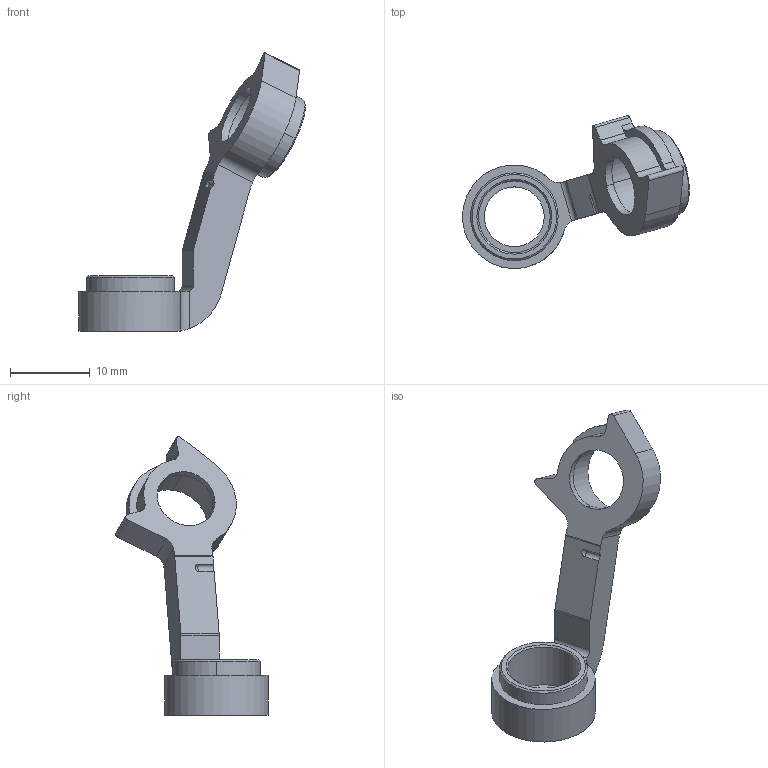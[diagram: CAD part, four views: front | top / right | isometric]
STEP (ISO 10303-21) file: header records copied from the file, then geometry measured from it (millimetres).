
FILE_DESCRIPTION((''),'2;1');
FILE_NAME('IC_021_P_187','2025-03-20T09:25:44',('lprotopapa'),(''),'CREO PARAMETRIC BY PTC INC, 2024094','CREO PARAMETRIC BY PTC INC, 2024094','');
FILE_SCHEMA(('CONFIG_CONTROL_DESIGN'));
Length unit declared in the file: millimetre
Products named in the file (1): IC_021_P_187
Bounding box: 28.44 x 19.15 x 34.96 mm (x, y, z)
Volume: 1328.8 mm3; surface area: 1658.3 mm2
Topology: 1 solids, 1 shells, 59 faces, 153 edges, 99 vertices
Faces by surface type: cylinder 32, plane 18, cone 8, sphere 1
Entity records: 1886 total; most frequent: CARTESIAN_POINT 340, DIRECTION 336, ORIENTED_EDGE 304, EDGE_CURVE 152, AXIS2_PLACEMENT_3D 131, VERTEX_POINT 99, VECTOR 74, LINE 74
